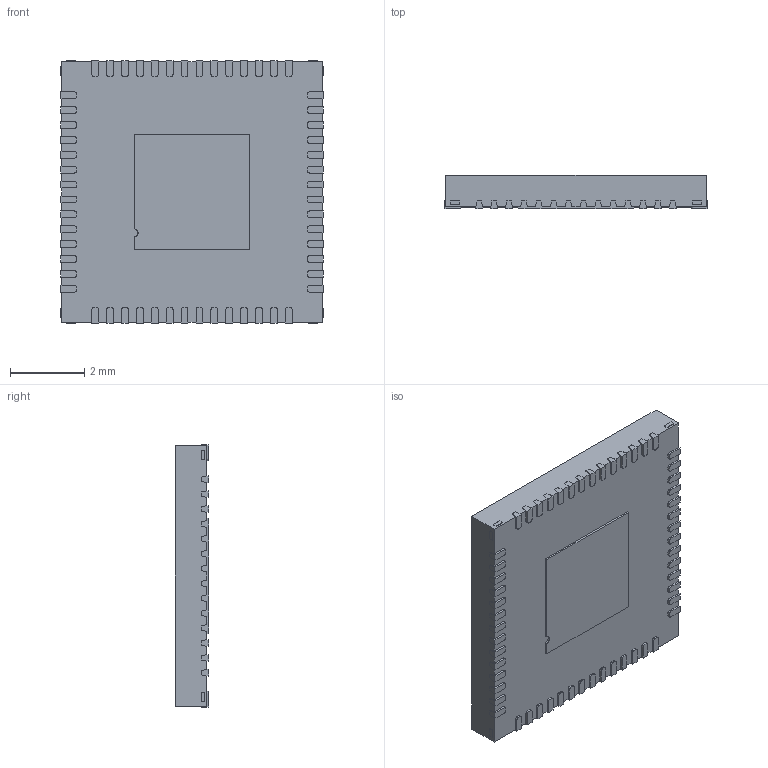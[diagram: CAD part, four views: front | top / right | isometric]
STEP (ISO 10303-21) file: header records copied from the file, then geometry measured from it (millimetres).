
FILE_DESCRIPTION (( 'STEP AP214' ), '1' );
FILE_NAME ('BF65B70B-0B37-41DF-86F4-AD33BF124B18.STEP', '2023-01-31T04:05:14', ( '' ), ( '' ), 'SwSTEP 2.0', 'SolidWorks 2022', '' );
FILE_SCHEMA (( 'AUTOMOTIVE_DESIGN' ));
Length unit declared in the file: millimetre
Products named in the file (1): BF65B70B-0B37-41DF-86F4-AD33BF124B18
Bounding box: 7.04 x 0.9 x 7.04 mm (x, y, z)
Volume: 42.3 mm3; surface area: 127.2 mm2
Topology: 1 solids, 1 shells, 1652 faces, 4903 edges, 3287 vertices
Faces by surface type: plane 1479, cylinder 117, bspline 56
Entity records: 75227 total; most frequent: CARTESIAN_POINT 12979, ORIENTED_EDGE 9806, DIRECTION 8147, EDGE_CURVE 4903, VECTOR 4485, LINE 4485, VERTEX_POINT 3287, AXIS2_PLACEMENT_3D 1831
